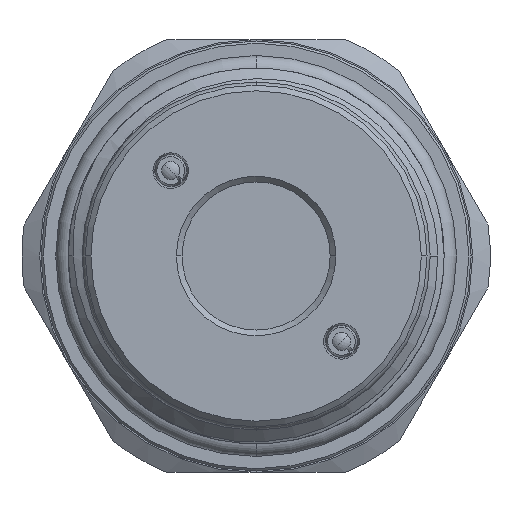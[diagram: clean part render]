
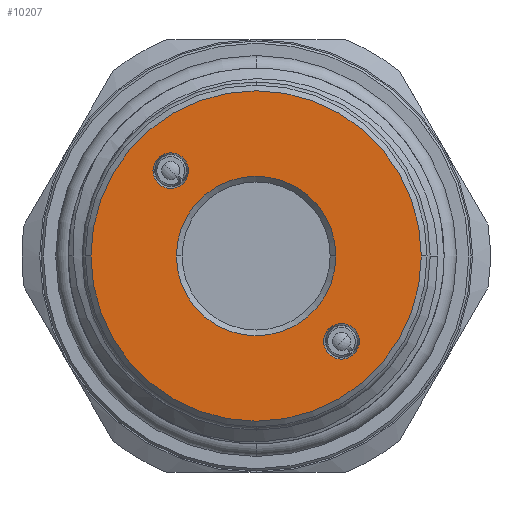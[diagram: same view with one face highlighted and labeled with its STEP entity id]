
A CAD part, left-side view. The second image highlights one B-rep face of the part: STEP entity #10207.
In plain terms, the highlighted planar face has unit normal (-1, 0, 0).
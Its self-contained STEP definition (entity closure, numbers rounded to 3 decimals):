
#457 = EDGE_CURVE ( 'NONE', #12736, #11117, #5419, .T. ) ;
#894 = DIRECTION ( 'NONE',  ( 0., 0., -1. ) ) ;
#925 = EDGE_LOOP ( 'NONE', ( #11484, #2403 ) ) ;
#1033 = EDGE_CURVE ( 'NONE', #12081, #8101, #7088, .T. ) ;
#1129 = CARTESIAN_POINT ( 'NONE',  ( 0., -7.495, -5.935 ) ) ;
#1707 = DIRECTION ( 'NONE',  ( -1., 0., 0. ) ) ;
#2053 = CARTESIAN_POINT ( 'NONE',  ( 0., -7.495, -7.495 ) ) ;
#2403 = ORIENTED_EDGE ( 'NONE', *, *, #1033, .F. ) ;
#2486 = AXIS2_PLACEMENT_3D ( 'NONE', #8420, #16401, #5606 ) ;
#2488 = FACE_BOUND ( 'NONE', #2587, .T. ) ;
#2587 = EDGE_LOOP ( 'NONE', ( #16877, #5577 ) ) ;
#2787 = CARTESIAN_POINT ( 'NONE',  ( 0., -7., 0. ) ) ;
#3178 = DIRECTION ( 'NONE',  ( -1., 0., 0. ) ) ;
#3803 = CARTESIAN_POINT ( 'NONE',  ( 0., 14.5, 0. ) ) ;
#4112 = AXIS2_PLACEMENT_3D ( 'NONE', #10048, #9946, #12785 ) ;
#4191 = CARTESIAN_POINT ( 'NONE',  ( 0., 0., 0. ) ) ;
#4797 = AXIS2_PLACEMENT_3D ( 'NONE', #2053, #4955, #894 ) ;
#4955 = DIRECTION ( 'NONE',  ( -1., 0., 0. ) ) ;
#5015 = CARTESIAN_POINT ( 'NONE',  ( 0., 7., 0. ) ) ;
#5377 = AXIS2_PLACEMENT_3D ( 'NONE', #10399, #13039, #16921 ) ;
#5397 = DIRECTION ( 'NONE',  ( 0., 1., 0. ) ) ;
#5419 = CIRCLE ( 'NONE', #4797, 1.561 ) ;
#5577 = ORIENTED_EDGE ( 'NONE', *, *, #14185, .T. ) ;
#5606 = DIRECTION ( 'NONE',  ( 0., 1., 0. ) ) ;
#5762 = EDGE_CURVE ( 'NONE', #8101, #12081, #12978, .T. ) ;
#6008 = VERTEX_POINT ( 'NONE', #5015 ) ;
#6329 = ORIENTED_EDGE ( 'NONE', *, *, #457, .F. ) ;
#6511 = ORIENTED_EDGE ( 'NONE', *, *, #7543, .T. ) ;
#7012 = VERTEX_POINT ( 'NONE', #15310 ) ;
#7088 = CIRCLE ( 'NONE', #5377, 1.561 ) ;
#7142 = DIRECTION ( 'NONE',  ( 0., 1., 0. ) ) ;
#7543 = EDGE_CURVE ( 'NONE', #15822, #7012, #16359, .T. ) ;
#7567 = CIRCLE ( 'NONE', #2486, 14.5 ) ;
#7648 = AXIS2_PLACEMENT_3D ( 'NONE', #13923, #3178, #12577 ) ;
#8068 = CARTESIAN_POINT ( 'NONE',  ( 0., 0., 0. ) ) ;
#8101 = VERTEX_POINT ( 'NONE', #16452 ) ;
#8176 = FACE_BOUND ( 'NONE', #925, .T. ) ;
#8420 = CARTESIAN_POINT ( 'NONE',  ( 0., 0., 0. ) ) ;
#9124 = EDGE_CURVE ( 'NONE', #7012, #15822, #7567, .T. ) ;
#9641 = CIRCLE ( 'NONE', #4112, 1.561 ) ;
#9801 = EDGE_CURVE ( 'NONE', #11117, #12736, #9641, .T. ) ;
#9894 = DIRECTION ( 'NONE',  ( 1., 0., 0. ) ) ;
#9946 = DIRECTION ( 'NONE',  ( -1., 0., 0. ) ) ;
#10048 = CARTESIAN_POINT ( 'NONE',  ( 0., -7.495, -7.495 ) ) ;
#10207 = ADVANCED_FACE ( 'NONE', ( #2488, #10269, #8176, #14685 ), #10771, .F. ) ;
#10222 = AXIS2_PLACEMENT_3D ( 'NONE', #10785, #16034, #5397 ) ;
#10269 = FACE_OUTER_BOUND ( 'NONE', #11571, .T. ) ;
#10399 = CARTESIAN_POINT ( 'NONE',  ( 0., 7.495, 7.495 ) ) ;
#10710 = DIRECTION ( 'NONE',  ( 0., 1., 0. ) ) ;
#10771 = PLANE ( 'NONE',  #15581 ) ;
#10785 = CARTESIAN_POINT ( 'NONE',  ( 0., 0., 0. ) ) ;
#11117 = VERTEX_POINT ( 'NONE', #12678 ) ;
#11484 = ORIENTED_EDGE ( 'NONE', *, *, #5762, .F. ) ;
#11571 = EDGE_LOOP ( 'NONE', ( #6511, #15569 ) ) ;
#11952 = DIRECTION ( 'NONE',  ( 1., 0., 0. ) ) ;
#12081 = VERTEX_POINT ( 'NONE', #13468 ) ;
#12110 = ORIENTED_EDGE ( 'NONE', *, *, #9801, .F. ) ;
#12577 = DIRECTION ( 'NONE',  ( 0., 0., 1. ) ) ;
#12615 = CIRCLE ( 'NONE', #15976, 7. ) ;
#12678 = CARTESIAN_POINT ( 'NONE',  ( 0., -7.495, -9.056 ) ) ;
#12736 = VERTEX_POINT ( 'NONE', #1129 ) ;
#12785 = DIRECTION ( 'NONE',  ( 0., 0., -1. ) ) ;
#12978 = CIRCLE ( 'NONE', #7648, 1.561 ) ;
#13039 = DIRECTION ( 'NONE',  ( -1., 0., 0. ) ) ;
#13468 = CARTESIAN_POINT ( 'NONE',  ( 0., 7.495, 5.935 ) ) ;
#13528 = VERTEX_POINT ( 'NONE', #2787 ) ;
#13904 = CARTESIAN_POINT ( 'NONE',  ( 0., 0., 0. ) ) ;
#13919 = EDGE_LOOP ( 'NONE', ( #12110, #6329 ) ) ;
#13923 = CARTESIAN_POINT ( 'NONE',  ( 0., 7.495, 7.495 ) ) ;
#13987 = EDGE_CURVE ( 'NONE', #13528, #6008, #14563, .T. ) ;
#14185 = EDGE_CURVE ( 'NONE', #6008, #13528, #12615, .T. ) ;
#14563 = CIRCLE ( 'NONE', #10222, 7. ) ;
#14685 = FACE_BOUND ( 'NONE', #13919, .T. ) ;
#15137 = DIRECTION ( 'NONE',  ( 0., 1., 0. ) ) ;
#15310 = CARTESIAN_POINT ( 'NONE',  ( 0., -14.5, 0. ) ) ;
#15569 = ORIENTED_EDGE ( 'NONE', *, *, #9124, .T. ) ;
#15581 = AXIS2_PLACEMENT_3D ( 'NONE', #8068, #11952, #10710 ) ;
#15822 = VERTEX_POINT ( 'NONE', #3803 ) ;
#15976 = AXIS2_PLACEMENT_3D ( 'NONE', #13904, #9894, #7142 ) ;
#16034 = DIRECTION ( 'NONE',  ( 1., 0., 0. ) ) ;
#16359 = CIRCLE ( 'NONE', #17014, 14.5 ) ;
#16401 = DIRECTION ( 'NONE',  ( -1., 0., 0. ) ) ;
#16452 = CARTESIAN_POINT ( 'NONE',  ( 0., 7.495, 9.056 ) ) ;
#16877 = ORIENTED_EDGE ( 'NONE', *, *, #13987, .T. ) ;
#16921 = DIRECTION ( 'NONE',  ( 0., 0., 1. ) ) ;
#17014 = AXIS2_PLACEMENT_3D ( 'NONE', #4191, #1707, #15137 ) ;
